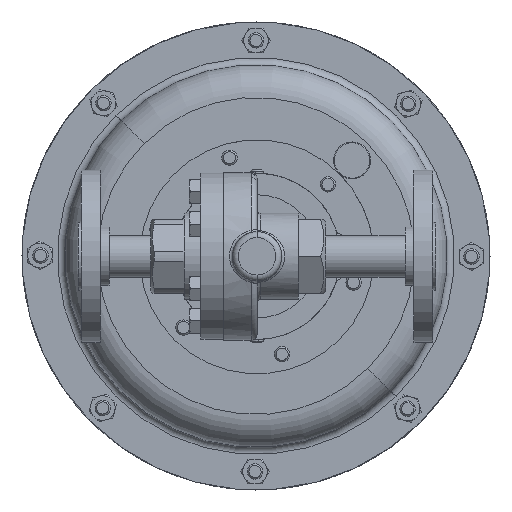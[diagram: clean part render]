
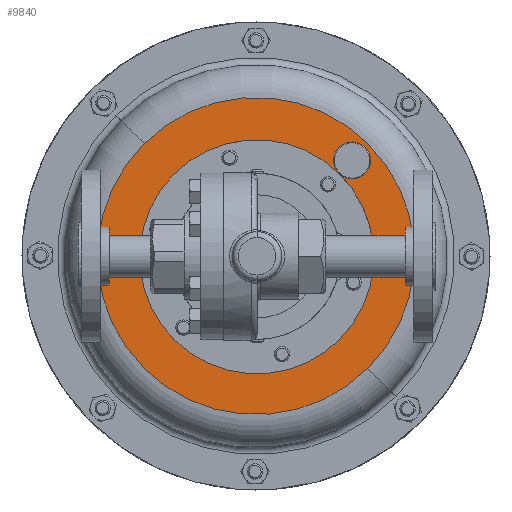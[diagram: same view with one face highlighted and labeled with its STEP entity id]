
A CAD part, front view. The second image highlights one B-rep face of the part: STEP entity #9840.
In plain terms, the highlighted planar face has unit normal (0, -1, 0).
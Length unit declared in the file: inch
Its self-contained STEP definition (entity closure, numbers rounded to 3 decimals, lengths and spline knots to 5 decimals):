
#3 = CARTESIAN_POINT ( 'NONE',  ( 3.44277, 9.34683, 5.10486 ) ) ;
#496 = CARTESIAN_POINT ( 'NONE',  ( 1.50986, 9.34683, 3.1488 ) ) ;
#607 = ORIENTED_EDGE ( 'NONE', *, *, #4297, .T. ) ;
#1433 = CIRCLE ( 'NONE', #13297, 3.219 ) ;
#1462 = DIRECTION ( 'NONE',  ( -0.705, 0., 0.709 ) ) ;
#1476 = VERTEX_POINT ( 'NONE', #17226 ) ;
#1533 = DIRECTION ( 'NONE',  ( 0., 1., 0. ) ) ;
#1997 = CARTESIAN_POINT ( 'NONE',  ( 3.76459, 9.34683, 0.88338 ) ) ;
#2214 = AXIS2_PLACEMENT_3D ( 'NONE', #10798, #2610, #5082 ) ;
#2504 = DIRECTION ( 'NONE',  ( 0.705, 0., -0.709 ) ) ;
#2610 = DIRECTION ( 'NONE',  ( 0., 1., 0. ) ) ;
#3101 = CARTESIAN_POINT ( 'NONE',  ( 1.49371, 9.34683, 3.16484 ) ) ;
#3530 = EDGE_CURVE ( 'NONE', #5693, #17883, #1433, .T. ) ;
#3612 = ORIENTED_EDGE ( 'NONE', *, *, #8696, .T. ) ;
#3895 = AXIS2_PLACEMENT_3D ( 'NONE', #20588, #9164, #18911 ) ;
#4297 = EDGE_CURVE ( 'NONE', #5518, #7068, #7309, .T. ) ;
#4315 = ORIENTED_EDGE ( 'NONE', *, *, #6817, .T. ) ;
#5082 = DIRECTION ( 'NONE',  ( -0.713, 0., 0.701 ) ) ;
#5179 = CIRCLE ( 'NONE', #3895, 2.375 ) ;
#5518 = VERTEX_POINT ( 'NONE', #16634 ) ;
#5660 = CIRCLE ( 'NONE', #17992, 0.375 ) ;
#5693 = VERTEX_POINT ( 'NONE', #13284 ) ;
#6174 = EDGE_CURVE ( 'NONE', #17969, #10804, #5179, .T. ) ;
#6721 = ORIENTED_EDGE ( 'NONE', *, *, #11433, .F. ) ;
#6754 = ORIENTED_EDGE ( 'NONE', *, *, #8072, .T. ) ;
#6817 = EDGE_CURVE ( 'NONE', #7068, #7925, #5660, .T. ) ;
#7068 = VERTEX_POINT ( 'NONE', #12954 ) ;
#7309 = CIRCLE ( 'NONE', #19002, 0.375 ) ;
#7925 = VERTEX_POINT ( 'NONE', #9566 ) ;
#8072 = EDGE_CURVE ( 'NONE', #1476, #17969, #10490, .T. ) ;
#8208 = CARTESIAN_POINT ( 'NONE',  ( 3.44277, 9.34683, 5.10486 ) ) ;
#8658 = AXIS2_PLACEMENT_3D ( 'NONE', #3, #9752, #19523 ) ;
#8696 = EDGE_CURVE ( 'NONE', #10804, #5518, #9450, .T. ) ;
#8740 = DIRECTION ( 'NONE',  ( -0.705, 0., 0.709 ) ) ;
#8844 = EDGE_LOOP ( 'NONE', ( #607, #4315, #11445, #6754, #21029, #3612 ) ) ;
#8861 = AXIS2_PLACEMENT_3D ( 'NONE', #496, #10252, #20006 ) ;
#8904 = DIRECTION ( 'NONE',  ( -0.61, 0., 0.792 ) ) ;
#9164 = DIRECTION ( 'NONE',  ( 0., 1., 0. ) ) ;
#9450 = CIRCLE ( 'NONE', #8861, 2.375 ) ;
#9566 = CARTESIAN_POINT ( 'NONE',  ( 3.67167, 9.34683, 4.80783 ) ) ;
#9752 = DIRECTION ( 'NONE',  ( 0., 1., 0. ) ) ;
#9840 = ADVANCED_FACE ( 'NONE', ( #10152, #18269 ), #17123, .T. ) ;
#10152 = FACE_OUTER_BOUND ( 'NONE', #17063, .T. ) ;
#10252 = DIRECTION ( 'NONE',  ( 0., 1., 0. ) ) ;
#10405 = CARTESIAN_POINT ( 'NONE',  ( 1.49371, 9.34683, 3.16484 ) ) ;
#10490 = CIRCLE ( 'NONE', #2214, 2.375 ) ;
#10559 = CARTESIAN_POINT ( 'NONE',  ( 3.44277, 9.34683, 5.10486 ) ) ;
#10798 = CARTESIAN_POINT ( 'NONE',  ( 1.50986, 9.34683, 3.1488 ) ) ;
#10804 = VERTEX_POINT ( 'NONE', #20956 ) ;
#10965 = CIRCLE ( 'NONE', #8658, 0.375 ) ;
#11433 = EDGE_CURVE ( 'NONE', #17883, #5693, #13545, .T. ) ;
#11445 = ORIENTED_EDGE ( 'NONE', *, *, #16001, .T. ) ;
#12831 = DIRECTION ( 'NONE',  ( 0., 1., 0. ) ) ;
#12954 = CARTESIAN_POINT ( 'NONE',  ( 3.21386, 9.34683, 5.40189 ) ) ;
#13024 = ORIENTED_EDGE ( 'NONE', *, *, #3530, .F. ) ;
#13284 = CARTESIAN_POINT ( 'NONE',  ( -0.77717, 9.34683, 5.44631 ) ) ;
#13297 = AXIS2_PLACEMENT_3D ( 'NONE', #3101, #12831, #1462 ) ;
#13545 = CIRCLE ( 'NONE', #17693, 3.219 ) ;
#13880 = DIRECTION ( 'NONE',  ( 0., -1., 0. ) ) ;
#15491 = CARTESIAN_POINT ( 'NONE',  ( 3.77517, 9.34683, 5.43572 ) ) ;
#16001 = EDGE_CURVE ( 'NONE', #7925, #1476, #10965, .T. ) ;
#16634 = CARTESIAN_POINT ( 'NONE',  ( 3.17599, 9.34683, 4.84131 ) ) ;
#17063 = EDGE_LOOP ( 'NONE', ( #13024, #6721 ) ) ;
#17123 = PLANE ( 'NONE',  #17143 ) ;
#17143 = AXIS2_PLACEMENT_3D ( 'NONE', #15491, #13880, #2504 ) ;
#17211 = DIRECTION ( 'NONE',  ( -0.61, 0., 0.792 ) ) ;
#17226 = CARTESIAN_POINT ( 'NONE',  ( 3.18241, 9.34683, 4.83497 ) ) ;
#17693 = AXIS2_PLACEMENT_3D ( 'NONE', #10405, #20153, #8740 ) ;
#17883 = VERTEX_POINT ( 'NONE', #1997 ) ;
#17969 = VERTEX_POINT ( 'NONE', #19529 ) ;
#17992 = AXIS2_PLACEMENT_3D ( 'NONE', #10559, #20319, #8904 ) ;
#18269 = FACE_BOUND ( 'NONE', #8844, .T. ) ;
#18911 = DIRECTION ( 'NONE',  ( -0.713, 0., 0.701 ) ) ;
#19002 = AXIS2_PLACEMENT_3D ( 'NONE', #8208, #1533, #17211 ) ;
#19523 = DIRECTION ( 'NONE',  ( -0.61, 0., 0.792 ) ) ;
#19529 = CARTESIAN_POINT ( 'NONE',  ( 3.20381, 9.34683, 1.48412 ) ) ;
#20006 = DIRECTION ( 'NONE',  ( -0.713, 0., 0.701 ) ) ;
#20153 = DIRECTION ( 'NONE',  ( 0., 1., 0. ) ) ;
#20319 = DIRECTION ( 'NONE',  ( 0., 1., 0. ) ) ;
#20588 = CARTESIAN_POINT ( 'NONE',  ( 1.50986, 9.34683, 3.1488 ) ) ;
#20956 = CARTESIAN_POINT ( 'NONE',  ( -0.18409, 9.34683, 4.81348 ) ) ;
#21029 = ORIENTED_EDGE ( 'NONE', *, *, #6174, .T. ) ;
